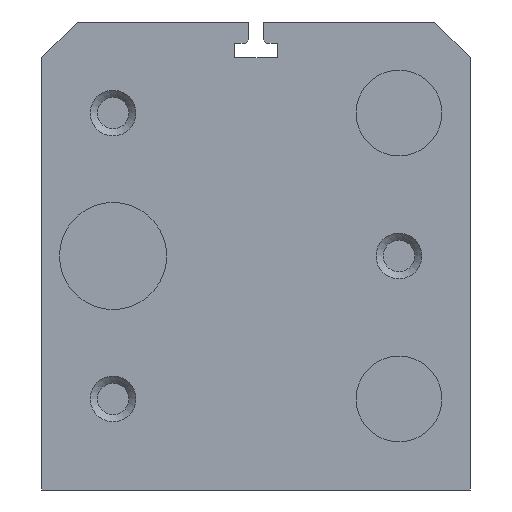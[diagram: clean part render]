
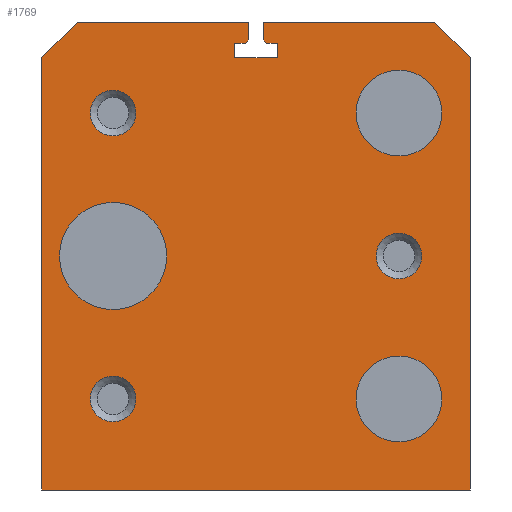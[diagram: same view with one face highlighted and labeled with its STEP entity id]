
A CAD part, left-side view. The second image highlights one B-rep face of the part: STEP entity #1769.
In plain terms, the highlighted planar face has unit normal (-1, 0, 0).
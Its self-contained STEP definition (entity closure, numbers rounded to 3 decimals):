
#39=FACE_BOUND('',#272,.T.);
#40=FACE_BOUND('',#273,.T.);
#41=FACE_BOUND('',#274,.T.);
#42=FACE_BOUND('',#275,.T.);
#43=FACE_BOUND('',#276,.T.);
#44=FACE_BOUND('',#277,.T.);
#85=CIRCLE('',#1897,3.2);
#87=CIRCLE('',#1900,3.2);
#88=CIRCLE('',#1901,7.5);
#89=CIRCLE('',#1902,6.);
#90=CIRCLE('',#1903,6.);
#91=CIRCLE('',#1904,3.2);
#167=FACE_OUTER_BOUND('',#271,.T.);
#271=EDGE_LOOP('',(#1309,#1310,#1311,#1312,#1313,#1314,#1315,#1316,#1317,
#1318,#1319,#1320,#1321,#1322,#1323,#1324));
#272=EDGE_LOOP('',(#1325));
#273=EDGE_LOOP('',(#1326));
#274=EDGE_LOOP('',(#1327));
#275=EDGE_LOOP('',(#1328));
#276=EDGE_LOOP('',(#1329));
#277=EDGE_LOOP('',(#1330));
#375=LINE('',#2519,#571);
#379=LINE('',#2526,#575);
#399=LINE('',#2567,#595);
#401=LINE('',#2571,#597);
#404=LINE('',#2576,#600);
#405=LINE('',#2579,#601);
#408=LINE('',#2584,#604);
#409=LINE('',#2587,#605);
#411=LINE('',#2590,#607);
#412=LINE('',#2593,#608);
#415=LINE('',#2598,#611);
#440=LINE('',#2684,#636);
#441=LINE('',#2686,#637);
#442=LINE('',#2688,#638);
#443=LINE('',#2690,#639);
#444=LINE('',#2691,#640);
#571=VECTOR('',#2013,10.);
#575=VECTOR('',#2019,10.);
#595=VECTOR('',#2043,10.);
#597=VECTOR('',#2047,10.);
#600=VECTOR('',#2052,10.);
#601=VECTOR('',#2055,10.);
#604=VECTOR('',#2060,10.);
#605=VECTOR('',#2063,10.);
#607=VECTOR('',#2067,10.);
#608=VECTOR('',#2070,10.);
#611=VECTOR('',#2075,10.);
#636=VECTOR('',#2168,10.);
#637=VECTOR('',#2169,10.);
#638=VECTOR('',#2170,10.);
#639=VECTOR('',#2171,10.);
#640=VECTOR('',#2172,10.);
#767=VERTEX_POINT('',#2516);
#768=VERTEX_POINT('',#2518);
#770=VERTEX_POINT('',#2524);
#788=VERTEX_POINT('',#2564);
#789=VERTEX_POINT('',#2566);
#790=VERTEX_POINT('',#2570);
#791=VERTEX_POINT('',#2574);
#792=VERTEX_POINT('',#2578);
#793=VERTEX_POINT('',#2582);
#794=VERTEX_POINT('',#2586);
#795=VERTEX_POINT('',#2592);
#796=VERTEX_POINT('',#2596);
#821=VERTEX_POINT('',#2677);
#823=VERTEX_POINT('',#2683);
#824=VERTEX_POINT('',#2685);
#825=VERTEX_POINT('',#2687);
#826=VERTEX_POINT('',#2689);
#827=VERTEX_POINT('',#2692);
#828=VERTEX_POINT('',#2694);
#829=VERTEX_POINT('',#2696);
#830=VERTEX_POINT('',#2698);
#831=VERTEX_POINT('',#2700);
#928=EDGE_CURVE('',#767,#768,#375,.T.);
#932=EDGE_CURVE('',#767,#770,#379,.T.);
#952=EDGE_CURVE('',#788,#789,#399,.T.);
#954=EDGE_CURVE('',#790,#789,#401,.T.);
#957=EDGE_CURVE('',#770,#791,#404,.T.);
#958=EDGE_CURVE('',#792,#768,#405,.T.);
#961=EDGE_CURVE('',#788,#793,#408,.T.);
#962=EDGE_CURVE('',#794,#790,#409,.T.);
#964=EDGE_CURVE('',#791,#794,#411,.T.);
#965=EDGE_CURVE('',#792,#795,#412,.T.);
#968=EDGE_CURVE('',#796,#793,#415,.T.);
#1007=EDGE_CURVE('',#821,#821,#85,.T.);
#1010=EDGE_CURVE('',#823,#796,#440,.T.);
#1011=EDGE_CURVE('',#824,#823,#441,.T.);
#1012=EDGE_CURVE('',#824,#825,#442,.T.);
#1013=EDGE_CURVE('',#825,#826,#443,.T.);
#1014=EDGE_CURVE('',#795,#826,#444,.T.);
#1015=EDGE_CURVE('',#827,#827,#87,.T.);
#1016=EDGE_CURVE('',#828,#828,#88,.T.);
#1017=EDGE_CURVE('',#829,#829,#89,.T.);
#1018=EDGE_CURVE('',#830,#830,#90,.T.);
#1019=EDGE_CURVE('',#831,#831,#91,.T.);
#1309=ORIENTED_EDGE('',*,*,#928,.F.);
#1310=ORIENTED_EDGE('',*,*,#932,.T.);
#1311=ORIENTED_EDGE('',*,*,#957,.T.);
#1312=ORIENTED_EDGE('',*,*,#964,.T.);
#1313=ORIENTED_EDGE('',*,*,#962,.T.);
#1314=ORIENTED_EDGE('',*,*,#954,.T.);
#1315=ORIENTED_EDGE('',*,*,#952,.F.);
#1316=ORIENTED_EDGE('',*,*,#961,.T.);
#1317=ORIENTED_EDGE('',*,*,#968,.F.);
#1318=ORIENTED_EDGE('',*,*,#1010,.F.);
#1319=ORIENTED_EDGE('',*,*,#1011,.F.);
#1320=ORIENTED_EDGE('',*,*,#1012,.T.);
#1321=ORIENTED_EDGE('',*,*,#1013,.T.);
#1322=ORIENTED_EDGE('',*,*,#1014,.F.);
#1323=ORIENTED_EDGE('',*,*,#965,.F.);
#1324=ORIENTED_EDGE('',*,*,#958,.T.);
#1325=ORIENTED_EDGE('',*,*,#1015,.F.);
#1326=ORIENTED_EDGE('',*,*,#1016,.T.);
#1327=ORIENTED_EDGE('',*,*,#1017,.T.);
#1328=ORIENTED_EDGE('',*,*,#1018,.T.);
#1329=ORIENTED_EDGE('',*,*,#1019,.F.);
#1330=ORIENTED_EDGE('',*,*,#1007,.F.);
#1694=PLANE('',#1899);
#1769=ADVANCED_FACE('',(#167,#39,#40,#41,#42,#43,#44),#1694,.T.);
#1897=AXIS2_PLACEMENT_3D('',#2678,#2161,#2162);
#1899=AXIS2_PLACEMENT_3D('',#2682,#2166,#2167);
#1900=AXIS2_PLACEMENT_3D('',#2693,#2173,#2174);
#1901=AXIS2_PLACEMENT_3D('',#2695,#2175,#2176);
#1902=AXIS2_PLACEMENT_3D('',#2697,#2177,#2178);
#1903=AXIS2_PLACEMENT_3D('',#2699,#2179,#2180);
#1904=AXIS2_PLACEMENT_3D('',#2701,#2181,#2182);
#2013=DIRECTION('',(0.,0.707,0.707));
#2019=DIRECTION('',(0.,-1.,0.));
#2043=DIRECTION('',(0.,0.707,-0.707));
#2047=DIRECTION('',(0.,-1.,0.));
#2052=DIRECTION('',(0.,0.,-1.));
#2055=DIRECTION('',(0.,0.,-1.));
#2060=DIRECTION('',(0.,0.,1.));
#2063=DIRECTION('',(0.,0.,1.));
#2067=DIRECTION('',(0.,1.,0.));
#2070=DIRECTION('',(0.,-1.,0.));
#2075=DIRECTION('',(0.,-1.,0.));
#2161=DIRECTION('center_axis',(-1.,0.,0.));
#2162=DIRECTION('ref_axis',(0.,-1.,0.));
#2166=DIRECTION('center_axis',(-1.,0.,0.));
#2167=DIRECTION('ref_axis',(0.,0.,-1.));
#2168=DIRECTION('',(0.,-0.707,0.707));
#2169=DIRECTION('',(0.,0.,1.));
#2170=DIRECTION('',(0.,-1.,0.));
#2171=DIRECTION('',(0.,0.,1.));
#2172=DIRECTION('',(0.,-0.707,-0.707));
#2173=DIRECTION('center_axis',(-1.,0.,0.));
#2174=DIRECTION('ref_axis',(0.,-1.,0.));
#2175=DIRECTION('center_axis',(1.,0.,0.));
#2176=DIRECTION('ref_axis',(0.,-1.,0.));
#2177=DIRECTION('center_axis',(1.,0.,0.));
#2178=DIRECTION('ref_axis',(0.,-1.,0.));
#2179=DIRECTION('center_axis',(1.,0.,0.));
#2180=DIRECTION('ref_axis',(0.,-1.,0.));
#2181=DIRECTION('center_axis',(-1.,0.,0.));
#2182=DIRECTION('ref_axis',(0.,-1.,0.));
#2516=CARTESIAN_POINT('',(14.5,-1.5,-307.5));
#2518=CARTESIAN_POINT('',(14.5,-1.,-307.));
#2519=CARTESIAN_POINT('',(14.5,7.25,-298.75));
#2524=CARTESIAN_POINT('',(14.5,-3.,-307.5));
#2526=CARTESIAN_POINT('',(14.5,14.5,-307.5));
#2564=CARTESIAN_POINT('',(14.5,1.,-307.));
#2566=CARTESIAN_POINT('',(14.5,1.5,-307.5));
#2567=CARTESIAN_POINT('',(14.5,7.75,-313.75));
#2570=CARTESIAN_POINT('',(14.5,3.,-307.5));
#2571=CARTESIAN_POINT('',(14.5,16.5,-307.5));
#2574=CARTESIAN_POINT('',(14.5,-3.,-309.5));
#2576=CARTESIAN_POINT('',(14.5,-3.,-306.));
#2578=CARTESIAN_POINT('',(14.5,-1.,-304.5));
#2579=CARTESIAN_POINT('',(14.5,-1.,-304.5));
#2582=CARTESIAN_POINT('',(14.5,1.,-304.5));
#2584=CARTESIAN_POINT('',(14.5,1.,-306.));
#2586=CARTESIAN_POINT('',(14.5,3.,-309.5));
#2587=CARTESIAN_POINT('',(14.5,3.,-307.));
#2590=CARTESIAN_POINT('',(14.5,13.5,-309.5));
#2592=CARTESIAN_POINT('',(14.5,-25.,-304.5));
#2593=CARTESIAN_POINT('',(14.5,30.,-304.5));
#2596=CARTESIAN_POINT('',(14.5,25.,-304.5));
#2598=CARTESIAN_POINT('',(14.5,30.,-304.5));
#2677=CARTESIAN_POINT('',(14.5,-16.8,-337.25));
#2678=CARTESIAN_POINT('Origin',(14.5,-20.,-337.25));
#2682=CARTESIAN_POINT('Origin',(14.5,30.,-304.5));
#2683=CARTESIAN_POINT('',(14.5,30.,-309.5));
#2684=CARTESIAN_POINT('',(14.5,27.5,-307.));
#2685=CARTESIAN_POINT('',(14.5,30.,-370.));
#2686=CARTESIAN_POINT('',(14.5,30.,-370.));
#2687=CARTESIAN_POINT('',(14.5,-30.,-370.));
#2688=CARTESIAN_POINT('',(14.5,30.,-370.));
#2689=CARTESIAN_POINT('',(14.5,-30.,-309.5));
#2690=CARTESIAN_POINT('',(14.5,-30.,-320.875));
#2691=CARTESIAN_POINT('',(14.5,-12.5,-292.));
#2692=CARTESIAN_POINT('',(14.5,23.2,-357.25));
#2693=CARTESIAN_POINT('Origin',(14.5,20.,-357.25));
#2694=CARTESIAN_POINT('',(14.5,27.5,-337.25));
#2695=CARTESIAN_POINT('Origin',(14.5,20.,-337.25));
#2696=CARTESIAN_POINT('',(14.5,-14.,-357.25));
#2697=CARTESIAN_POINT('Origin',(14.5,-20.,-357.25));
#2698=CARTESIAN_POINT('',(14.5,-14.,-317.25));
#2699=CARTESIAN_POINT('Origin',(14.5,-20.,-317.25));
#2700=CARTESIAN_POINT('',(14.5,23.2,-317.25));
#2701=CARTESIAN_POINT('Origin',(14.5,20.,-317.25));
